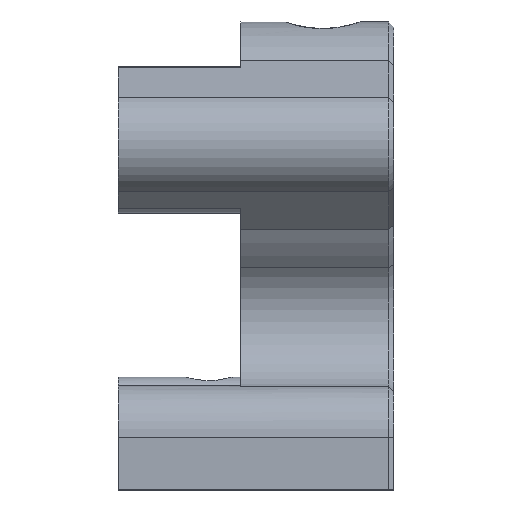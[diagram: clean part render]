
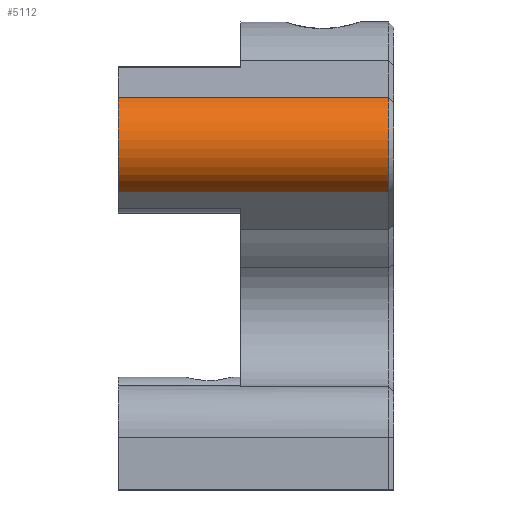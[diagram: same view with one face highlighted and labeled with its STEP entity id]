
A CAD part, left-side view. The second image highlights one B-rep face of the part: STEP entity #5112.
In plain terms, the highlighted cylindrical face has radius 5.1 mm (diameter 10.2 mm), a partial arc.
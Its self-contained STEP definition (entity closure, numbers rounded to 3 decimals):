
#197=CIRCLE('',#5233,5.1);
#310=CIRCLE('',#5513,5.1);
#421=CYLINDRICAL_SURFACE('',#5516,5.1);
#644=FACE_OUTER_BOUND('',#944,.T.);
#944=EDGE_LOOP('',(#4293,#4294,#4295,#4296));
#1444=LINE('',#8535,#1963);
#1446=LINE('',#8538,#1965);
#1963=VECTOR('',#6652,10.);
#1965=VECTOR('',#6656,10.);
#2120=VERTEX_POINT('',#7168);
#2121=VERTEX_POINT('',#7170);
#2464=VERTEX_POINT('',#8485);
#2469=VERTEX_POINT('',#8529);
#2607=EDGE_CURVE('',#2121,#2120,#197,.T.);
#3121=EDGE_CURVE('',#2464,#2469,#310,.T.);
#3123=EDGE_CURVE('',#2120,#2469,#1444,.T.);
#3125=EDGE_CURVE('',#2121,#2464,#1446,.T.);
#4293=ORIENTED_EDGE('',*,*,#3121,.F.);
#4294=ORIENTED_EDGE('',*,*,#3125,.F.);
#4295=ORIENTED_EDGE('',*,*,#2607,.T.);
#4296=ORIENTED_EDGE('',*,*,#3123,.T.);
#5112=ADVANCED_FACE('',(#644),#421,.T.);
#5233=AXIS2_PLACEMENT_3D('',#7171,#5722,#5723);
#5513=AXIS2_PLACEMENT_3D('',#8531,#6645,#6646);
#5516=AXIS2_PLACEMENT_3D('',#8537,#6654,#6655);
#5722=DIRECTION('center_axis',(0.,-1.,0.));
#5723=DIRECTION('ref_axis',(1.,0.,0.));
#6645=DIRECTION('center_axis',(0.,-1.,0.));
#6646=DIRECTION('ref_axis',(-1.,0.,0.));
#6652=DIRECTION('',(0.,-1.,0.));
#6654=DIRECTION('center_axis',(0.,-1.,0.));
#6655=DIRECTION('ref_axis',(-1.,0.,0.));
#6656=DIRECTION('',(0.,-1.,0.));
#7168=CARTESIAN_POINT('',(-24.105,0.,-4.622));
#7170=CARTESIAN_POINT('',(-24.105,0.,4.622));
#7171=CARTESIAN_POINT('Origin',(-21.95,0.,0.));
#8485=CARTESIAN_POINT('',(-24.105,-26.5,4.622));
#8529=CARTESIAN_POINT('',(-24.105,-26.5,-4.622));
#8531=CARTESIAN_POINT('Origin',(-21.95,-26.5,0.));
#8535=CARTESIAN_POINT('',(-24.105,3.,-4.622));
#8537=CARTESIAN_POINT('Origin',(-21.95,0.,0.));
#8538=CARTESIAN_POINT('',(-24.105,0.,4.622));
